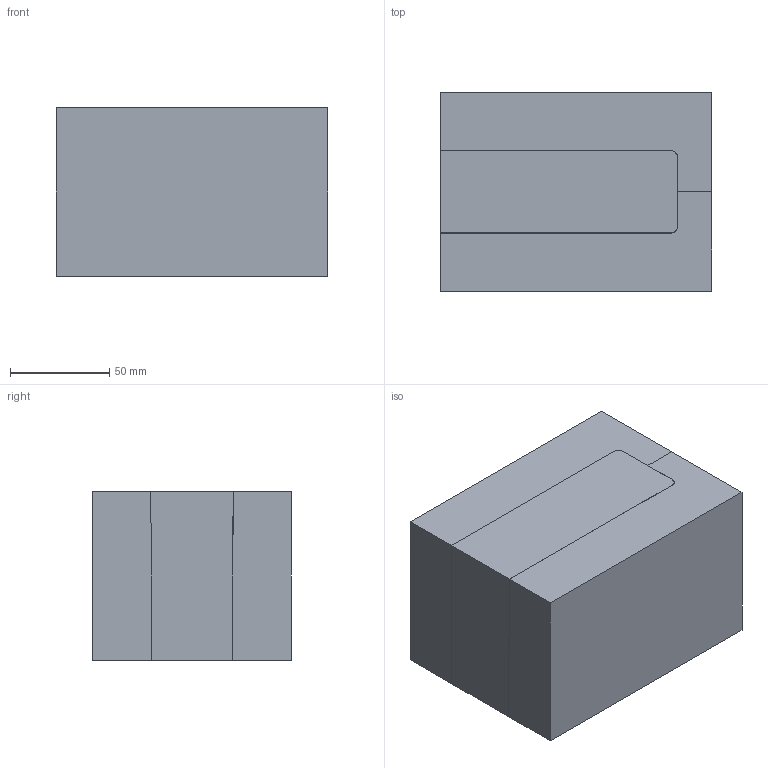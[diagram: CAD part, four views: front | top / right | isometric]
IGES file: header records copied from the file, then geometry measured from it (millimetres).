
Start section: SolidWorks IGES file using analytic representation for surfaces
Global section: file name: Montagem cavidades.IGS; native system: SolidWorks 2016; preprocessor: SolidWorks 2016; author: projetos3; date: 200421.134950; units: millimetre
Bounding box: 136.53 x 100 x 85.11 mm (x, y, z)
Surface area: 164996.2 mm2 (no closed solid volume)
Topology: 0 solids, 0 shells, 214 faces, 1864 edges, 1864 vertices
Faces by surface type: bspline 158, revolution 56
